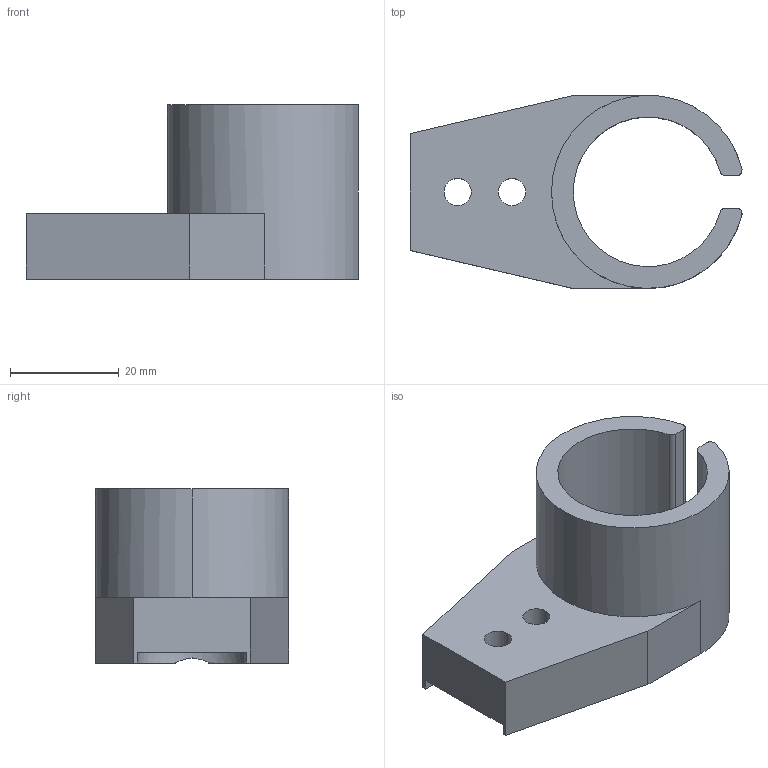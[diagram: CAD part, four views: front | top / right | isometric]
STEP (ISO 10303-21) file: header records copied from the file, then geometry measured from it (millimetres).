
FILE_DESCRIPTION (( 'STEP AP214' ), '1' );
FILE_NAME ('Support_Sensor_V2.STEP', '2025-04-01T22:19:59', ( '' ), ( '' ), 'SwSTEP 2.0', 'SolidWorks 2024', '' );
FILE_SCHEMA (( 'AUTOMOTIVE_DESIGN' ));
Length unit declared in the file: millimetre
Products named in the file (1): Support_Sensor_V2
Bounding box: 61.01 x 35.5 x 32 mm (x, y, z)
Volume: 20405 mm3; surface area: 9481.7 mm2
Topology: 1 solids, 1 shells, 29 faces, 80 edges, 53 vertices
Faces by surface type: plane 14, cylinder 13, cone 2
Entity records: 994 total; most frequent: CARTESIAN_POINT 203, DIRECTION 163, ORIENTED_EDGE 160, EDGE_CURVE 80, AXIS2_PLACEMENT_3D 59, VERTEX_POINT 53, LINE 45, VECTOR 45
